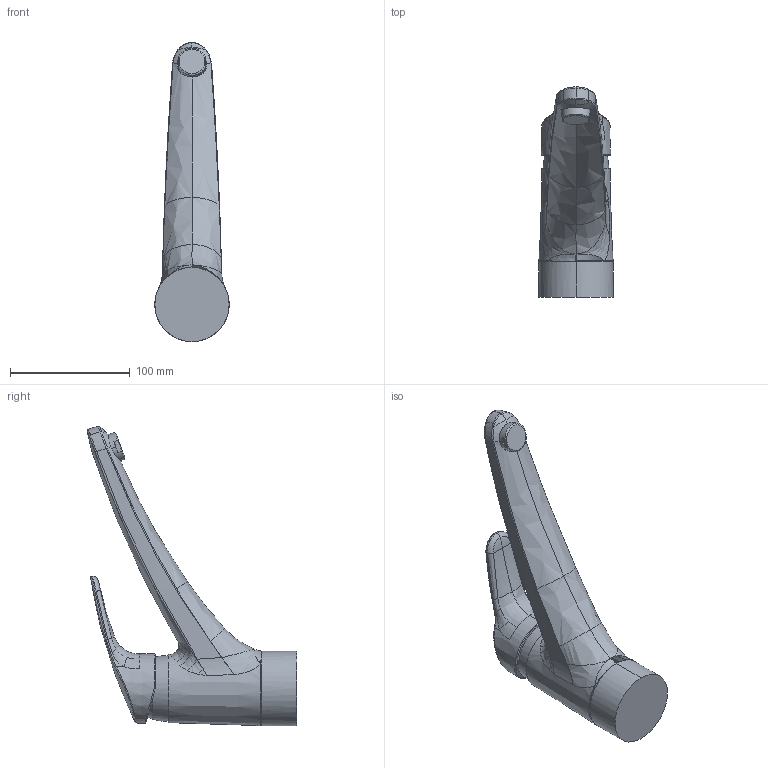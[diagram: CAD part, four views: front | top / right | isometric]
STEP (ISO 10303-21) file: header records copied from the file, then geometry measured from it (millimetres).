
FILE_DESCRIPTION (( 'STEP AP203' ), '1' );
FILE_NAME ('01142273.STEP', '2018-05-09T04:07:01', ( '' ), ( '' ), 'SwSTEP 2.0', 'SolidWorks 2016', '' );
FILE_SCHEMA (( 'CONFIG_CONTROL_DESIGN' ));
Length unit declared in the file: millimetre
Products named in the file (1): 01142273
Bounding box: 62 x 175.15 x 249.83 mm (x, y, z)
Volume: 640761 mm3; surface area: 61518.5 mm2
Topology: 1 solids, 1 shells, 135 faces, 328 edges, 192 vertices
Faces by surface type: bspline 106, plane 11, cone 8, cylinder 8, torus 2
Entity records: 17033 total; most frequent: CARTESIAN_POINT 14722, ORIENTED_EDGE 644, EDGE_CURVE 322, B_SPLINE_CURVE_WITH_KNOTS 257, VERTEX_POINT 192, DIRECTION 146, EDGE_LOOP 138, ADVANCED_FACE 135
